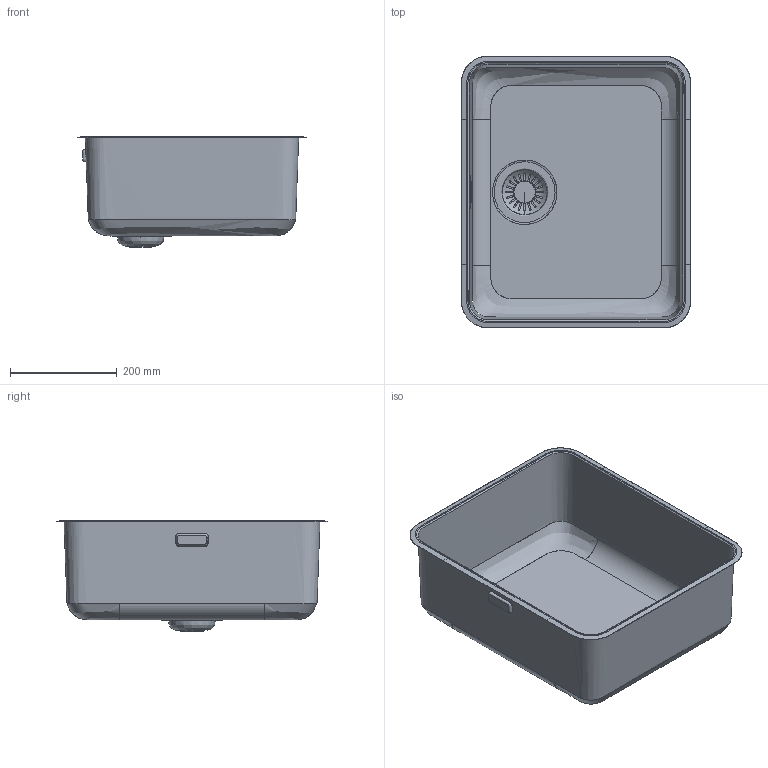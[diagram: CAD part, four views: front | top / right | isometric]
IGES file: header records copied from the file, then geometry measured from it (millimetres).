
Global section: file name: 111HAton_ANX_110-48.igs; native system: Rhinoceros ( Dec 14 2009 ); preprocessor: Trout Lake IGES 012 Dec 14 2009; date: 111201.103820; units: millimetre
Bounding box: 430.2 x 510.2 x 207.63 mm (x, y, z)
Surface area: 513163.6 mm2 (no closed solid volume)
Topology: 0 solids, 0 shells, 294 faces, 2717 edges, 2701 vertices
Faces by surface type: bspline 294
